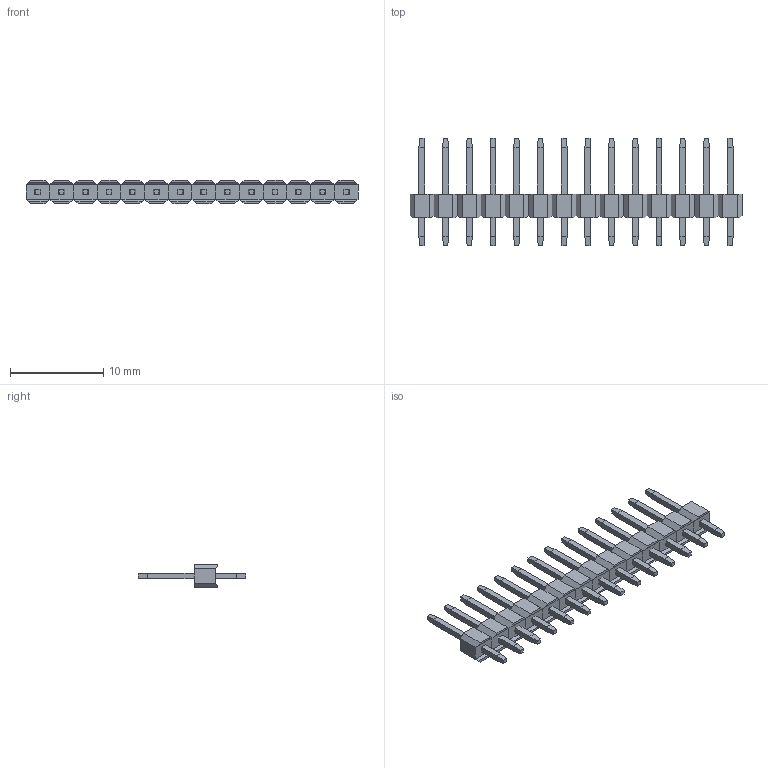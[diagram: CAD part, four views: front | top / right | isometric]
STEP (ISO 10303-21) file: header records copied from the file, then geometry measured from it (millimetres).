
FILE_DESCRIPTION (( 'STEP AP214' ), '1' );
FILE_NAME ('Header, Male, 2.54mm, 1x14.STEP', '2018-07-09T14:25:39', ( '' ), ( '' ), 'SwSTEP 2.0', 'SolidWorks 2018', '' );
FILE_SCHEMA (( 'AUTOMOTIVE_DESIGN' ));
Length unit declared in the file: millimetre
Products named in the file (1): Header, Male, 2.54mm, 1x14
Bounding box: 35.56 x 11.54 x 2.54 mm (x, y, z)
Volume: 246.1 mm3; surface area: 820.8 mm2
Topology: 42 solids, 42 shells, 476 faces, 1008 edges, 616 vertices
Faces by surface type: plane 476
Entity records: 17533 total; most frequent: CARTESIAN_POINT 2101, ORIENTED_EDGE 2016, DIRECTION 1962, EDGE_CURVE 1008, VECTOR 1008, LINE 1008, VERTEX_POINT 616, UNCERTAINTY_MEASURE_WITH_UNIT 486
